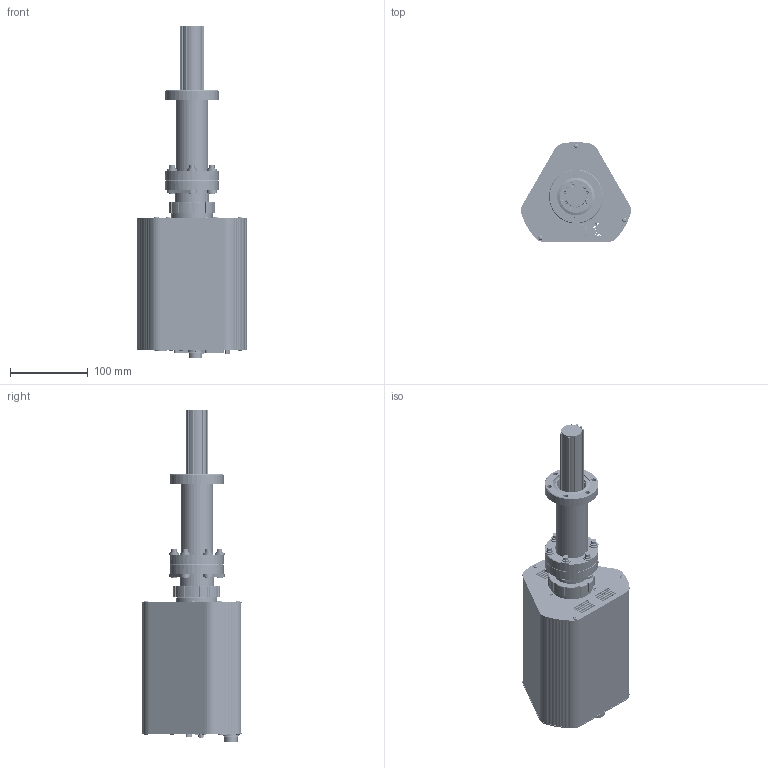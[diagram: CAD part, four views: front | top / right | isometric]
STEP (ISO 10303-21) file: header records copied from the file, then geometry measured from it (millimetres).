
FILE_DESCRIPTION(/* description */ (''),/* implementation_level */ '2;1');
FILE_NAME(/* name */ 'PrismaPro Extended I-O with EM Sensor.stp',/* time_stamp */ '2017-03-16T15:26:41-04:00',/* author */ (''),/* organization */ (''),/* preprocessor_version */ 'ST-DEVELOPER v16',/* originating_system */ 'SIEMENS PLM Software NX 10.0',/* authorisation */ '');
FILE_SCHEMA (('AUTOMOTIVE_DESIGN { 1 0 10303 214 3 1 1 1 }'));
Products named in the file (1): cbro071CF9D7x4ke
Bounding box: 141.72 x 128.16 x 427.63 mm (x, y, z)
Volume: 650614.1 mm3; surface area: 450951.4 mm2
Topology: 75 solids, 185 shells, 4084 faces, 11348 edges, 7791 vertices
Faces by surface type: plane 2489, cylinder 1108, cone 315, bspline 100, torus 43, revolution 24, sphere 5
Full cylindrical faces by diameter (mm): 0.635 x15, 0.716 x4, 0.762 x4, 0.8 x2, 0.86 x62, 1.1 x2, 1.143 x15, 1.524 x6, 1.6 x7, 1.68 x2, 1.778 x2, 1.78 x62, 2.032 x12, 2.05 x3, 2.083 x15, 2.184 x2, 2.261 x2, 2.438 x6, 2.489 x2, 2.5 x8, 2.8 x1, 2.84 x2, 2.845 x2, 3 x13, 3.048 x21, 3.099 x2, 3.1 x3, 3.15 x2, 3.175 x1, 3.264 x1
Entity records: 158542 total; most frequent: CARTESIAN_POINT 55164, ORIENTED_EDGE 20377, DIRECTION 19510, EDGE_CURVE 10390, VERTEX_POINT 7523, AXIS2_PLACEMENT_3D 6516, LINE 6454, VECTOR 6454
